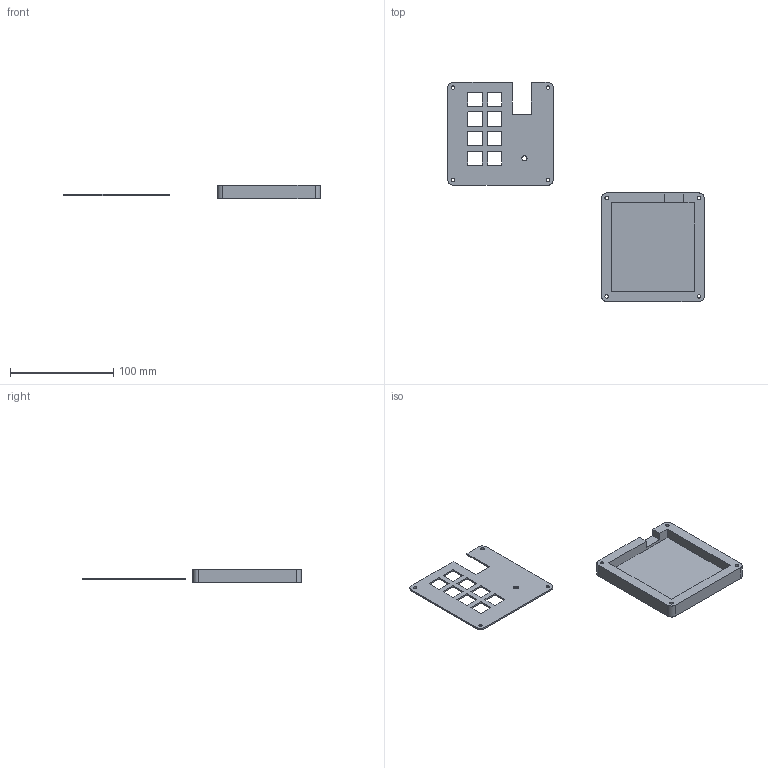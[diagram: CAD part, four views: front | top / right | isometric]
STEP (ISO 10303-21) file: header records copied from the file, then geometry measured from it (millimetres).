
FILE_DESCRIPTION(/* description */ ('KiCad electronic assembly'),/* implementation_level */ '2;1');
FILE_NAME(/* name */ 'hackpad.step',/* time_stamp */ '2025-12-22T17:53:34-05:00',/* author */ (''),/* organization */ (''),/* preprocessor_version */ 'ST-DEVELOPER v20.1',/* originating_system */ 'Autodesk Translation Framework v14.17.0.0',/* authorisation */ '');
FILE_SCHEMA (('AUTOMOTIVE_DESIGN { 1 0 10303 214 3 1 1 }'));
Length unit declared in the file: millimetre
Products named in the file (1): hackpas 1
Bounding box: 248.53 x 212.4 x 13 mm (x, y, z)
Volume: 76335.2 mm3; surface area: 47266 mm2
Topology: 2 solids, 2 shells, 379 faces, 1062 edges, 708 vertices
Faces by surface type: bspline 169, plane 157, cylinder 53
Full cylindrical faces by diameter (mm): 3.4 x8, 5 x1, 6 x4
Entity records: 13821 total; most frequent: CARTESIAN_POINT 5023, ORIENTED_EDGE 2124, DIRECTION 1252, EDGE_CURVE 1062, VERTEX_POINT 708, LINE 618, VECTOR 618, EDGE_LOOP 434
